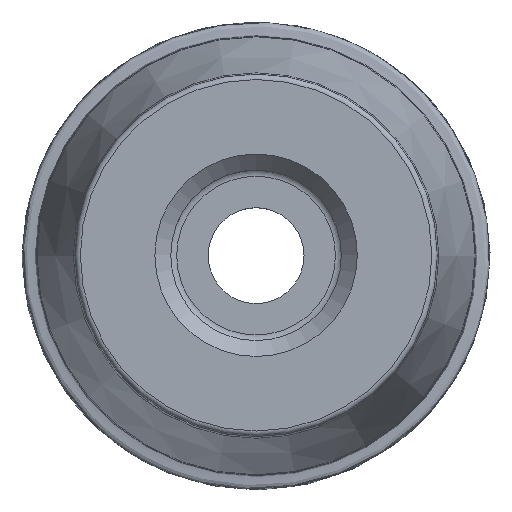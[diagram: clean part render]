
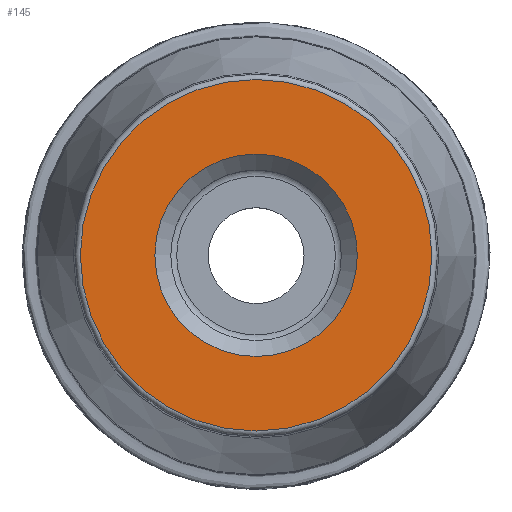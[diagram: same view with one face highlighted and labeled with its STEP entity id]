
A CAD part, top view. The second image highlights one B-rep face of the part: STEP entity #145.
In plain terms, the highlighted planar face has unit normal (0, 0, 1).
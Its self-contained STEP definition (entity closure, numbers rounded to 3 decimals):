
#121=PLANE('',#617);
#145=ADVANCED_FACE('CU_BACK_F001',(#210,#211),#121,.F.);
#210=FACE_BOUND('',#279,.T.);
#211=FACE_BOUND('',#280,.T.);
#279=EDGE_LOOP('',(#347));
#280=EDGE_LOOP('',(#348));
#347=ORIENTED_EDGE('',*,*,#431,.T.);
#348=ORIENTED_EDGE('',*,*,#432,.F.);
#396=VERTEX_POINT('',#887);
#397=VERTEX_POINT('',#889);
#431=EDGE_CURVE('',#396,#396,#465,.T.);
#432=EDGE_CURVE('',#397,#397,#466,.T.);
#465=CIRCLE('',#615,16.5);
#466=CIRCLE('',#616,9.505);
#615=AXIS2_PLACEMENT_3D('',#886,#747,#748);
#616=AXIS2_PLACEMENT_3D('',#888,#749,#750);
#617=AXIS2_PLACEMENT_3D('',#890,#751,#752);
#747=DIRECTION('',(0.,0.,1.));
#748=DIRECTION('',(-1.,0.,0.));
#749=DIRECTION('',(0.,0.,1.));
#750=DIRECTION('',(1.,0.,0.));
#751=DIRECTION('',(0.,0.,-1.));
#752=DIRECTION('',(-1.,0.,0.));
#886=CARTESIAN_POINT('',(0.,0.,0.));
#887=CARTESIAN_POINT('',(-16.5,0.,0.));
#888=CARTESIAN_POINT('',(0.,0.,0.));
#889=CARTESIAN_POINT('',(9.505,0.,0.));
#890=CARTESIAN_POINT('',(-17.,0.,0.));
